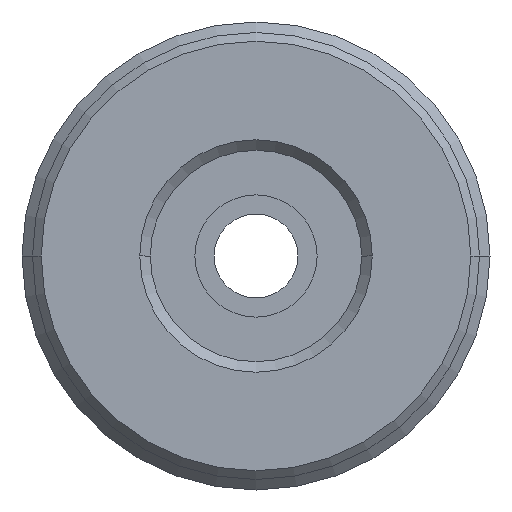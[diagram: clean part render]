
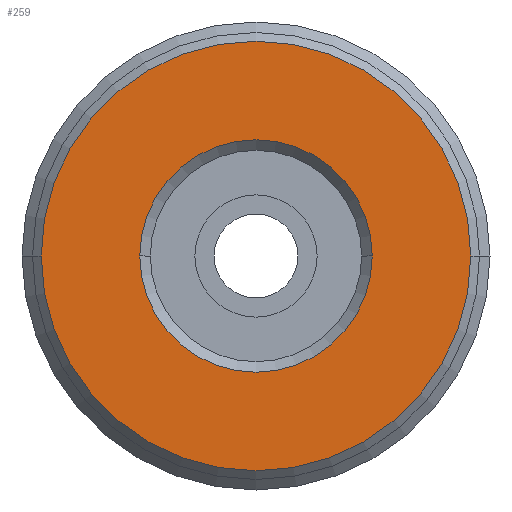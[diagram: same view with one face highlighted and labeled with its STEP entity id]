
A CAD part, front view. The second image highlights one B-rep face of the part: STEP entity #259.
In plain terms, the highlighted planar face has unit normal (0, -1, 0).
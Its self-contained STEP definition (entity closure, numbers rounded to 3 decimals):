
#259=ADVANCED_FACE('',(#520,#521),#522,.T.);
#520=FACE_BOUND('',#773,.T.);
#521=FACE_OUTER_BOUND('',#774,.T.);
#522=PLANE('',#775);
#773=EDGE_LOOP('',(#1416,#1417));
#774=EDGE_LOOP('',(#1418,#1419));
#775=AXIS2_PLACEMENT_3D('',#1420,#1421,#1422);
#1416=ORIENTED_EDGE('',*,*,#1547,.T.);
#1417=ORIENTED_EDGE('',*,*,#1545,.T.);
#1418=ORIENTED_EDGE('',*,*,#1482,.F.);
#1419=ORIENTED_EDGE('',*,*,#1636,.F.);
#1420=CARTESIAN_POINT('',(6.15,0.0,0.0));
#1421=DIRECTION('',(-0.0,-1.0,-0.0));
#1422=DIRECTION('',(-1.0,0.0,0.0));
#1482=EDGE_CURVE('',#1755,#1757,#1758,.T.);
#1545=EDGE_CURVE('',#1864,#1866,#1868,.T.);
#1547=EDGE_CURVE('',#1866,#1864,#1870,.T.);
#1636=EDGE_CURVE('',#1757,#1755,#1975,.T.);
#1755=VERTEX_POINT('',#2122);
#1757=VERTEX_POINT('',#2125);
#1758=CIRCLE('',#2126,12.3);
#1864=VERTEX_POINT('',#2295);
#1866=VERTEX_POINT('',#2298);
#1868=CIRCLE('',#2301,6.655);
#1870=CIRCLE('',#2303,6.655);
#1975=CIRCLE('',#2634,12.3);
#2122=CARTESIAN_POINT('',(12.3,0.0,0.0));
#2125=CARTESIAN_POINT('',(-12.3,0.0,0.));
#2126=AXIS2_PLACEMENT_3D('',#2739,#2740,#2741);
#2295=CARTESIAN_POINT('',(6.655,0.0,0.));
#2298=CARTESIAN_POINT('',(-6.655,0.0,0.));
#2301=AXIS2_PLACEMENT_3D('',#2835,#2836,#2837);
#2303=AXIS2_PLACEMENT_3D('',#2838,#2839,#2840);
#2634=AXIS2_PLACEMENT_3D('',#2931,#2932,#2933);
#2739=CARTESIAN_POINT('',(0.0,0.0,0.0));
#2740=DIRECTION('',(-0.0,1.0,0.0));
#2741=DIRECTION('',(1.0,0.0,0.0));
#2835=CARTESIAN_POINT('',(0.0,0.0,0.0));
#2836=DIRECTION('',(-0.0,1.0,0.0));
#2837=DIRECTION('',(1.0,0.0,0.0));
#2838=CARTESIAN_POINT('',(0.0,0.0,0.0));
#2839=DIRECTION('',(-0.0,1.0,0.0));
#2840=DIRECTION('',(1.0,0.0,0.0));
#2931=CARTESIAN_POINT('',(0.0,0.0,0.0));
#2932=DIRECTION('',(-0.0,1.0,0.0));
#2933=DIRECTION('',(1.0,0.0,0.0));
